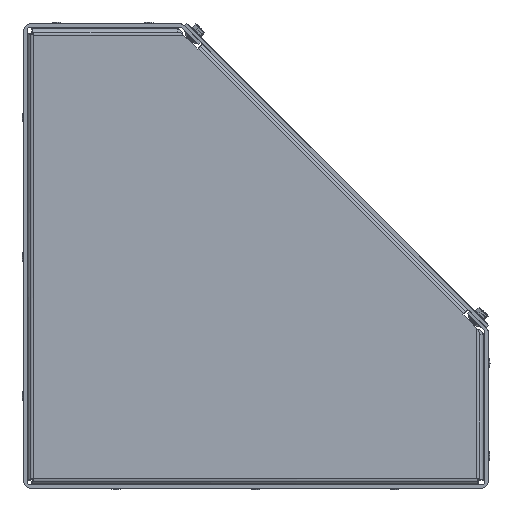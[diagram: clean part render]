
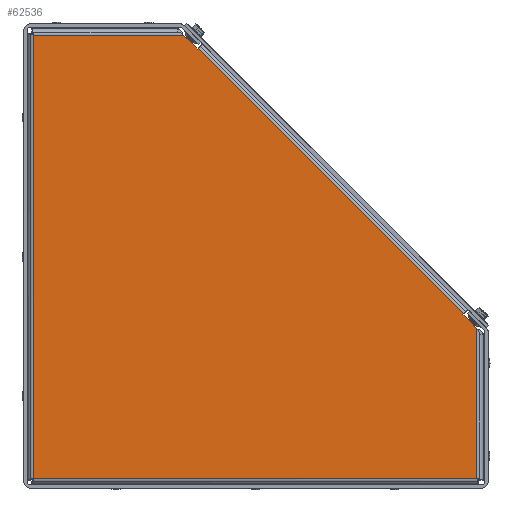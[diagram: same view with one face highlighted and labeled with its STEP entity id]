
A CAD part, left-side view. The second image highlights one B-rep face of the part: STEP entity #62536.
In plain terms, the highlighted planar face has unit normal (-1, 0, 0).
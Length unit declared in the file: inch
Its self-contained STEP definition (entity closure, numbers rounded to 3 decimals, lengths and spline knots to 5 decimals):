
#1112 = ORIENTED_EDGE ( 'NONE', *, *, #37942, .T. ) ;
#2034 = CARTESIAN_POINT ( 'NONE',  ( -18.38335, 1.95456, 6.89475 ) ) ;
#2082 = CARTESIAN_POINT ( 'NONE',  ( -18.38335, -4.19617, 0.74402 ) ) ;
#3462 = ORIENTED_EDGE ( 'NONE', *, *, #60547, .F. ) ;
#6483 = VERTEX_POINT ( 'NONE', #63109 ) ;
#8203 = VERTEX_POINT ( 'NONE', #40539 ) ;
#8511 = DIRECTION ( 'NONE',  ( 0., -0.707, -0.707 ) ) ;
#8880 = EDGE_CURVE ( 'NONE', #67390, #75657, #71242, .T. ) ;
#11193 = DIRECTION ( 'NONE',  ( -1., 0., 0. ) ) ;
#11497 = LINE ( 'NONE', #59015, #35573 ) ;
#12805 = CARTESIAN_POINT ( 'NONE',  ( -18.38335, 1.51703, 6.45723 ) ) ;
#14231 = CARTESIAN_POINT ( 'NONE',  ( -18.38335, 5.05056, 6.75825 ) ) ;
#14384 = VECTOR ( 'NONE', #75429, 39.37008 ) ;
#15203 = EDGE_LOOP ( 'NONE', ( #66868, #34991, #38899, #56370, #1112, #53019, #3462, #50258, #33492 ) ) ;
#17611 = CARTESIAN_POINT ( 'NONE',  ( -18.38335, -4.19617, 0.74402 ) ) ;
#18724 = CARTESIAN_POINT ( 'NONE',  ( -18.38335, 1.81806, 6.75825 ) ) ;
#19739 = VECTOR ( 'NONE', #39221, 39.37008 ) ;
#22126 = LINE ( 'NONE', #12805, #14384 ) ;
#23671 = LINE ( 'NONE', #60470, #66239 ) ;
#23879 = AXIS2_PLACEMENT_3D ( 'NONE', #40407, #11193, #34664 ) ;
#25027 = LINE ( 'NONE', #2034, #74869 ) ;
#29708 = EDGE_CURVE ( 'NONE', #50543, #54887, #41671, .T. ) ;
#30304 = DIRECTION ( 'NONE',  ( 0., 1., 0. ) ) ;
#30964 = VECTOR ( 'NONE', #59399, 39.37008 ) ;
#31836 = VERTEX_POINT ( 'NONE', #32264 ) ;
#32041 = FACE_OUTER_BOUND ( 'NONE', #15203, .T. ) ;
#32264 = CARTESIAN_POINT ( 'NONE',  ( -18.38335, -4.49719, 0.443 ) ) ;
#32781 = VERTEX_POINT ( 'NONE', #63156 ) ;
#33492 = ORIENTED_EDGE ( 'NONE', *, *, #29708, .T. ) ;
#34664 = DIRECTION ( 'NONE',  ( 0., 1., 0. ) ) ;
#34977 = DIRECTION ( 'NONE',  ( 0., -1., 0. ) ) ;
#34991 = ORIENTED_EDGE ( 'NONE', *, *, #45308, .F. ) ;
#35573 = VECTOR ( 'NONE', #34977, 39.37008 ) ;
#36455 = VECTOR ( 'NONE', #71145, 39.37008 ) ;
#37942 = EDGE_CURVE ( 'NONE', #8203, #6483, #11497, .T. ) ;
#38899 = ORIENTED_EDGE ( 'NONE', *, *, #8880, .T. ) ;
#39221 = DIRECTION ( 'NONE',  ( 0., -0.707, -0.707 ) ) ;
#40407 = CARTESIAN_POINT ( 'NONE',  ( -18.38335, 1.02133, 1.23973 ) ) ;
#40539 = CARTESIAN_POINT ( 'NONE',  ( -18.38335, 5.05056, -2.7895 ) ) ;
#41671 = LINE ( 'NONE', #47794, #36455 ) ;
#41819 = CARTESIAN_POINT ( 'NONE',  ( -18.38335, -4.49719, 1.23973 ) ) ;
#43509 = DIRECTION ( 'NONE',  ( 0., -0.707, 0.707 ) ) ;
#44949 = EDGE_CURVE ( 'NONE', #75657, #8203, #23671, .T. ) ;
#45308 = EDGE_CURVE ( 'NONE', #67390, #32781, #25027, .T. ) ;
#47794 = CARTESIAN_POINT ( 'NONE',  ( -18.38335, -4.20445, 0.7523 ) ) ;
#47982 = EDGE_CURVE ( 'NONE', #54098, #50543, #71070, .T. ) ;
#49299 = EDGE_CURVE ( 'NONE', #32781, #54887, #22126, .T. ) ;
#50258 = ORIENTED_EDGE ( 'NONE', *, *, #47982, .T. ) ;
#50543 = VERTEX_POINT ( 'NONE', #62707 ) ;
#53019 = ORIENTED_EDGE ( 'NONE', *, *, #74904, .T. ) ;
#53181 = DIRECTION ( 'NONE',  ( 0., 0., -1. ) ) ;
#54098 = VERTEX_POINT ( 'NONE', #17611 ) ;
#54887 = VERTEX_POINT ( 'NONE', #57107 ) ;
#56053 = CARTESIAN_POINT ( 'NONE',  ( -18.38335, -4.19617, 0.74402 ) ) ;
#56370 = ORIENTED_EDGE ( 'NONE', *, *, #44949, .T. ) ;
#57107 = CARTESIAN_POINT ( 'NONE',  ( -18.38335, 1.50876, 6.46551 ) ) ;
#57726 = VECTOR ( 'NONE', #30304, 39.37008 ) ;
#59015 = CARTESIAN_POINT ( 'NONE',  ( -18.38335, 1.02133, -2.7895 ) ) ;
#59399 = DIRECTION ( 'NONE',  ( 0., 0., 1. ) ) ;
#60470 = CARTESIAN_POINT ( 'NONE',  ( -18.38335, 5.05056, 1.23973 ) ) ;
#60547 = EDGE_CURVE ( 'NONE', #54098, #31836, #74446, .T. ) ;
#60602 = VECTOR ( 'NONE', #43509, 39.37008 ) ;
#62536 = ADVANCED_FACE ( 'NONE', ( #32041 ), #66893, .T. ) ;
#62707 = CARTESIAN_POINT ( 'NONE',  ( -18.38335, -4.20445, 0.7523 ) ) ;
#63109 = CARTESIAN_POINT ( 'NONE',  ( -18.38335, -4.49719, -2.7895 ) ) ;
#63156 = CARTESIAN_POINT ( 'NONE',  ( -18.38335, 1.51703, 6.45723 ) ) ;
#66239 = VECTOR ( 'NONE', #53181, 39.37008 ) ;
#66868 = ORIENTED_EDGE ( 'NONE', *, *, #49299, .F. ) ;
#66893 = PLANE ( 'NONE',  #23879 ) ;
#67390 = VERTEX_POINT ( 'NONE', #18724 ) ;
#70889 = CARTESIAN_POINT ( 'NONE',  ( -18.38335, 1.02133, 6.75825 ) ) ;
#70930 = LINE ( 'NONE', #41819, #30964 ) ;
#71070 = LINE ( 'NONE', #2082, #60602 ) ;
#71145 = DIRECTION ( 'NONE',  ( 0., 0.707, 0.707 ) ) ;
#71242 = LINE ( 'NONE', #70889, #57726 ) ;
#74446 = LINE ( 'NONE', #56053, #19739 ) ;
#74869 = VECTOR ( 'NONE', #8511, 39.37008 ) ;
#74904 = EDGE_CURVE ( 'NONE', #6483, #31836, #70930, .T. ) ;
#75429 = DIRECTION ( 'NONE',  ( 0., -0.707, 0.707 ) ) ;
#75657 = VERTEX_POINT ( 'NONE', #14231 ) ;
